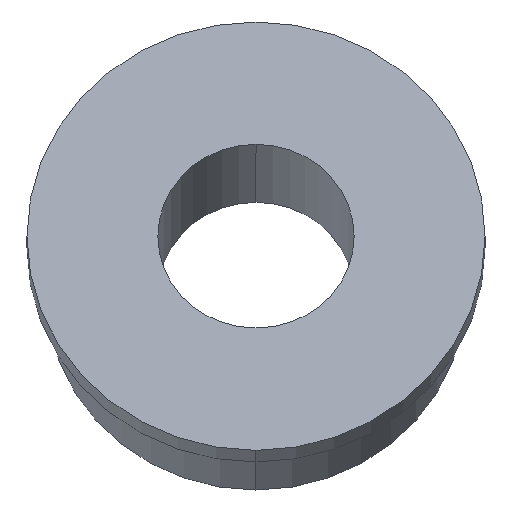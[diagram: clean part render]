
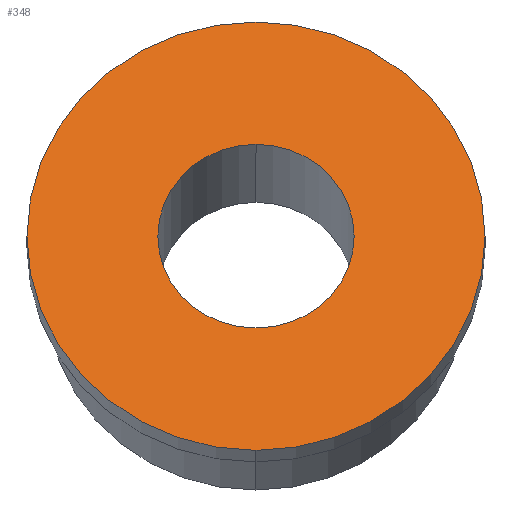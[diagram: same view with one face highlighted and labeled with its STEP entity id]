
A CAD part, front view. The second image highlights one B-rep face of the part: STEP entity #348.
In plain terms, the highlighted face is planar.
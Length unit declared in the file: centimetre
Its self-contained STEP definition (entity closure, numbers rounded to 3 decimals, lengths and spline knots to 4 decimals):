
#18 = EDGE_LOOP ( 'NONE', ( #494, #134 ) ) ;
#20 = AXIS2_PLACEMENT_3D ( 'NONE', #159, #41, #250 ) ;
#26 = CARTESIAN_POINT ( 'NONE',  ( -16.8275, 80.1301, 48.9047 ) ) ;
#33 = EDGE_CURVE ( 'NONE', #308, #459, #439, .T. ) ;
#34 = EDGE_CURVE ( 'NONE', #311, #175, #511, .T. ) ;
#41 = DIRECTION ( 'NONE',  ( 0., 0.886, -0.463 ) ) ;
#72 = CIRCLE ( 'NONE', #217, 1.905 ) ;
#85 = DIRECTION ( 'NONE',  ( 0., 0.463, 0.886 ) ) ;
#94 = DIRECTION ( 'NONE',  ( 0., 0.886, -0.463 ) ) ;
#100 = CARTESIAN_POINT ( 'NONE',  ( -16.8275, 79.2483, 47.216 ) ) ;
#127 = CARTESIAN_POINT ( 'NONE',  ( -16.8275, 80.1301, 48.9047 ) ) ;
#134 = ORIENTED_EDGE ( 'NONE', *, *, #256, .F. ) ;
#159 = CARTESIAN_POINT ( 'NONE',  ( -16.8275, 80.1301, 48.9047 ) ) ;
#169 = EDGE_CURVE ( 'NONE', #175, #311, #483, .T. ) ;
#175 = VERTEX_POINT ( 'NONE', #241 ) ;
#187 = AXIS2_PLACEMENT_3D ( 'NONE', #127, #310, #85 ) ;
#189 = ORIENTED_EDGE ( 'NONE', *, *, #169, .T. ) ;
#216 = FACE_OUTER_BOUND ( 'NONE', #488, .T. ) ;
#217 = AXIS2_PLACEMENT_3D ( 'NONE', #26, #466, #367 ) ;
#241 = CARTESIAN_POINT ( 'NONE',  ( -16.8275, 82.1876, 52.8448 ) ) ;
#250 = DIRECTION ( 'NONE',  ( -1., 0., 0. ) ) ;
#256 = EDGE_CURVE ( 'NONE', #459, #308, #72, .T. ) ;
#260 = AXIS2_PLACEMENT_3D ( 'NONE', #265, #446, #497 ) ;
#265 = CARTESIAN_POINT ( 'NONE',  ( -16.8275, 80.1301, 48.9047 ) ) ;
#288 = DIRECTION ( 'NONE',  ( 0., 0.463, 0.886 ) ) ;
#294 = PLANE ( 'NONE',  #20 ) ;
#297 = FACE_BOUND ( 'NONE', #18, .T. ) ;
#308 = VERTEX_POINT ( 'NONE', #100 ) ;
#310 = DIRECTION ( 'NONE',  ( 0., 0.886, -0.463 ) ) ;
#311 = VERTEX_POINT ( 'NONE', #505 ) ;
#348 = ADVANCED_FACE ( 'NONE', ( #216, #297 ), #294, .T. ) ;
#367 = DIRECTION ( 'NONE',  ( 0., 0.463, 0.886 ) ) ;
#387 = CARTESIAN_POINT ( 'NONE',  ( -16.8275, 81.0119, 50.5933 ) ) ;
#439 = CIRCLE ( 'NONE', #187, 1.905 ) ;
#446 = DIRECTION ( 'NONE',  ( 0., 0.886, -0.463 ) ) ;
#459 = VERTEX_POINT ( 'NONE', #387 ) ;
#466 = DIRECTION ( 'NONE',  ( 0., 0.886, -0.463 ) ) ;
#483 = CIRCLE ( 'NONE', #550, 4.445 ) ;
#488 = EDGE_LOOP ( 'NONE', ( #537, #189 ) ) ;
#494 = ORIENTED_EDGE ( 'NONE', *, *, #33, .F. ) ;
#497 = DIRECTION ( 'NONE',  ( 0., 0.463, 0.886 ) ) ;
#505 = CARTESIAN_POINT ( 'NONE',  ( -16.8275, 78.0726, 44.9645 ) ) ;
#510 = CARTESIAN_POINT ( 'NONE',  ( -16.8275, 80.1301, 48.9047 ) ) ;
#511 = CIRCLE ( 'NONE', #260, 4.445 ) ;
#537 = ORIENTED_EDGE ( 'NONE', *, *, #34, .T. ) ;
#550 = AXIS2_PLACEMENT_3D ( 'NONE', #510, #94, #288 ) ;
